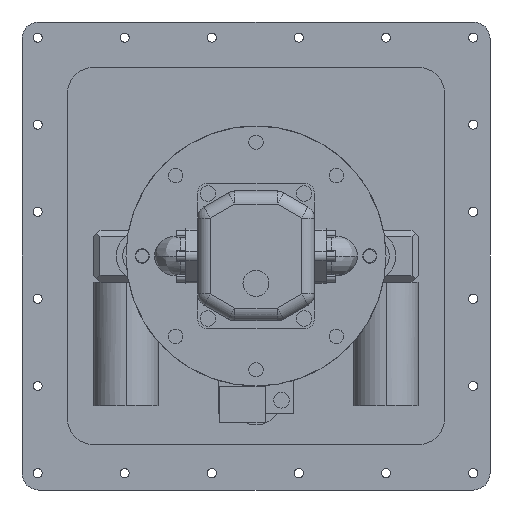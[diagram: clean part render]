
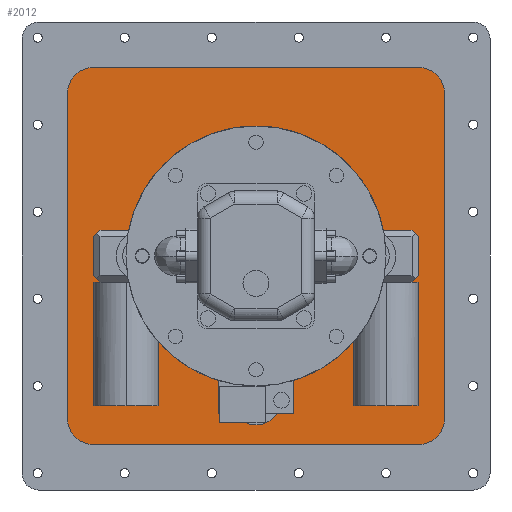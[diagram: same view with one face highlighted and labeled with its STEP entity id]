
A CAD part, left-side view. The second image highlights one B-rep face of the part: STEP entity #2012.
In plain terms, the highlighted planar face has unit normal (-1, 0, 0).
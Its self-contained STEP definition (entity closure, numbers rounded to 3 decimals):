
#1825=CARTESIAN_POINT('Axis2P3D Location',(160.,0.,0.)) ;
#1830=CARTESIAN_POINT('Line Origine',(160.,-145.,0.)) ;
#1834=CARTESIAN_POINT('Vertex',(160.,-145.,-125.)) ;
#1836=CARTESIAN_POINT('Vertex',(160.,-145.,125.)) ;
#1839=CARTESIAN_POINT('Axis2P3D Location',(160.,-125.,125.)) ;
#1843=CARTESIAN_POINT('Vertex',(160.,-125.,145.)) ;
#1846=CARTESIAN_POINT('Line Origine',(160.,0.,145.)) ;
#1850=CARTESIAN_POINT('Vertex',(160.,125.,145.)) ;
#1853=CARTESIAN_POINT('Axis2P3D Location',(160.,125.,125.)) ;
#1857=CARTESIAN_POINT('Vertex',(160.,145.,125.)) ;
#1860=CARTESIAN_POINT('Line Origine',(160.,145.,0.)) ;
#1864=CARTESIAN_POINT('Vertex',(160.,145.,-125.)) ;
#1867=CARTESIAN_POINT('Axis2P3D Location',(160.,125.,-125.)) ;
#1871=CARTESIAN_POINT('Vertex',(160.,125.,-145.)) ;
#1874=CARTESIAN_POINT('Line Origine',(160.,0.,-145.)) ;
#1878=CARTESIAN_POINT('Vertex',(160.,-125.,-145.)) ;
#1881=CARTESIAN_POINT('Axis2P3D Location',(160.,-125.,-125.)) ;
#1896=CARTESIAN_POINT('Line Origine',(160.,-122.5,17.5)) ;
#1900=CARTESIAN_POINT('Vertex',(160.,-125.,15.)) ;
#1902=CARTESIAN_POINT('Vertex',(160.,-120.,20.)) ;
#1905=CARTESIAN_POINT('Line Origine',(160.,-125.,0.)) ;
#1909=CARTESIAN_POINT('Vertex',(160.,-125.,-15.)) ;
#1912=CARTESIAN_POINT('Line Origine',(160.,-122.5,-17.5)) ;
#1916=CARTESIAN_POINT('Vertex',(160.,-120.,-20.)) ;
#1919=CARTESIAN_POINT('Line Origine',(160.,-96.142,-20.)) ;
#1923=CARTESIAN_POINT('Vertex',(160.,-72.284,-20.)) ;
#1926=CARTESIAN_POINT('Axis2P3D Location',(160.,0.,0.)) ;
#1930=CARTESIAN_POINT('Vertex',(160.,72.284,-20.)) ;
#1933=CARTESIAN_POINT('Line Origine',(160.,96.142,-20.)) ;
#1937=CARTESIAN_POINT('Vertex',(160.,120.,-20.)) ;
#1940=CARTESIAN_POINT('Line Origine',(160.,122.5,-17.5)) ;
#1944=CARTESIAN_POINT('Vertex',(160.,125.,-15.)) ;
#1947=CARTESIAN_POINT('Line Origine',(160.,125.,0.)) ;
#1951=CARTESIAN_POINT('Vertex',(160.,125.,15.)) ;
#1954=CARTESIAN_POINT('Line Origine',(160.,122.5,17.5)) ;
#1958=CARTESIAN_POINT('Vertex',(160.,120.,20.)) ;
#1961=CARTESIAN_POINT('Line Origine',(160.,96.142,20.)) ;
#1965=CARTESIAN_POINT('Vertex',(160.,72.284,20.)) ;
#1968=CARTESIAN_POINT('Axis2P3D Location',(160.,0.,0.)) ;
#1972=CARTESIAN_POINT('Vertex',(160.,-72.284,20.)) ;
#1975=CARTESIAN_POINT('Line Origine',(160.,-96.142,20.)) ;
#1994=CARTESIAN_POINT('Axis2P3D Location',(160.,0.,-110.)) ;
#1998=CARTESIAN_POINT('Vertex',(160.,20.,-110.)) ;
#2000=CARTESIAN_POINT('Vertex',(160.,-20.,-110.)) ;
#2003=CARTESIAN_POINT('Axis2P3D Location',(160.,0.,-110.)) ;
#1826=DIRECTION('Axis2P3D Direction',(-1.,0.,0.)) ;
#1827=DIRECTION('Axis2P3D XDirection',(0.,1.,0.)) ;
#1831=DIRECTION('Vector Direction',(0.,0.,1.)) ;
#1840=DIRECTION('Axis2P3D Direction',(-1.,0.,0.)) ;
#1847=DIRECTION('Vector Direction',(0.,-1.,0.)) ;
#1854=DIRECTION('Axis2P3D Direction',(-1.,0.,0.)) ;
#1861=DIRECTION('Vector Direction',(0.,0.,-1.)) ;
#1868=DIRECTION('Axis2P3D Direction',(-1.,0.,0.)) ;
#1875=DIRECTION('Vector Direction',(0.,1.,0.)) ;
#1882=DIRECTION('Axis2P3D Direction',(-1.,0.,0.)) ;
#1897=DIRECTION('Vector Direction',(0.,0.707,0.707)) ;
#1906=DIRECTION('Vector Direction',(0.,0.,1.)) ;
#1913=DIRECTION('Vector Direction',(0.,0.707,-0.707)) ;
#1920=DIRECTION('Vector Direction',(0.,1.,0.)) ;
#1927=DIRECTION('Axis2P3D Direction',(-1.,0.,0.)) ;
#1934=DIRECTION('Vector Direction',(0.,1.,0.)) ;
#1941=DIRECTION('Vector Direction',(0.,-0.707,-0.707)) ;
#1948=DIRECTION('Vector Direction',(0.,0.,-1.)) ;
#1955=DIRECTION('Vector Direction',(0.,-0.707,0.707)) ;
#1962=DIRECTION('Vector Direction',(0.,-1.,0.)) ;
#1969=DIRECTION('Axis2P3D Direction',(-1.,0.,0.)) ;
#1976=DIRECTION('Vector Direction',(0.,-1.,0.)) ;
#1995=DIRECTION('Axis2P3D Direction',(-1.,0.,0.)) ;
#2004=DIRECTION('Axis2P3D Direction',(-1.,0.,0.)) ;
#1828=AXIS2_PLACEMENT_3D('Plane Axis2P3D',#1825,#1826,#1827) ;
#1841=AXIS2_PLACEMENT_3D('Circle Axis2P3D',#1839,#1840,$) ;
#1855=AXIS2_PLACEMENT_3D('Circle Axis2P3D',#1853,#1854,$) ;
#1869=AXIS2_PLACEMENT_3D('Circle Axis2P3D',#1867,#1868,$) ;
#1883=AXIS2_PLACEMENT_3D('Circle Axis2P3D',#1881,#1882,$) ;
#1928=AXIS2_PLACEMENT_3D('Circle Axis2P3D',#1926,#1927,$) ;
#1970=AXIS2_PLACEMENT_3D('Circle Axis2P3D',#1968,#1969,$) ;
#1996=AXIS2_PLACEMENT_3D('Circle Axis2P3D',#1994,#1995,$) ;
#2005=AXIS2_PLACEMENT_3D('Circle Axis2P3D',#2003,#2004,$) ;
#1887=ORIENTED_EDGE('',*,*,#1838,.T.) ;
#1888=ORIENTED_EDGE('',*,*,#1845,.F.) ;
#1889=ORIENTED_EDGE('',*,*,#1852,.T.) ;
#1890=ORIENTED_EDGE('',*,*,#1859,.F.) ;
#1891=ORIENTED_EDGE('',*,*,#1866,.T.) ;
#1892=ORIENTED_EDGE('',*,*,#1873,.F.) ;
#1893=ORIENTED_EDGE('',*,*,#1880,.T.) ;
#1894=ORIENTED_EDGE('',*,*,#1885,.F.) ;
#1981=ORIENTED_EDGE('',*,*,#1904,.F.) ;
#1982=ORIENTED_EDGE('',*,*,#1911,.F.) ;
#1983=ORIENTED_EDGE('',*,*,#1918,.F.) ;
#1984=ORIENTED_EDGE('',*,*,#1925,.F.) ;
#1985=ORIENTED_EDGE('',*,*,#1932,.F.) ;
#1986=ORIENTED_EDGE('',*,*,#1939,.F.) ;
#1987=ORIENTED_EDGE('',*,*,#1946,.F.) ;
#1988=ORIENTED_EDGE('',*,*,#1953,.F.) ;
#1989=ORIENTED_EDGE('',*,*,#1960,.F.) ;
#1990=ORIENTED_EDGE('',*,*,#1967,.F.) ;
#1991=ORIENTED_EDGE('',*,*,#1974,.F.) ;
#1992=ORIENTED_EDGE('',*,*,#1979,.F.) ;
#2009=ORIENTED_EDGE('',*,*,#2002,.F.) ;
#2010=ORIENTED_EDGE('',*,*,#2007,.F.) ;
#1993=FACE_BOUND('',#1980,.T.) ;
#2011=FACE_BOUND('',#2008,.T.) ;
#1832=VECTOR('Line Direction',#1831,1.) ;
#1848=VECTOR('Line Direction',#1847,1.) ;
#1862=VECTOR('Line Direction',#1861,1.) ;
#1876=VECTOR('Line Direction',#1875,1.) ;
#1898=VECTOR('Line Direction',#1897,1.) ;
#1907=VECTOR('Line Direction',#1906,1.) ;
#1914=VECTOR('Line Direction',#1913,1.) ;
#1921=VECTOR('Line Direction',#1920,1.) ;
#1935=VECTOR('Line Direction',#1934,1.) ;
#1942=VECTOR('Line Direction',#1941,1.) ;
#1949=VECTOR('Line Direction',#1948,1.) ;
#1956=VECTOR('Line Direction',#1955,1.) ;
#1963=VECTOR('Line Direction',#1962,1.) ;
#1977=VECTOR('Line Direction',#1976,1.) ;
#2012=ADVANCED_FACE('1',(#1895,#1993,#2011),#1829,.T.) ;
#1842=CIRCLE('generated circle',#1841,20.) ;
#1856=CIRCLE('generated circle',#1855,20.) ;
#1870=CIRCLE('generated circle',#1869,20.) ;
#1884=CIRCLE('generated circle',#1883,20.) ;
#1929=CIRCLE('generated circle',#1928,75.) ;
#1971=CIRCLE('generated circle',#1970,75.) ;
#1997=CIRCLE('generated circle',#1996,20.) ;
#2006=CIRCLE('generated circle',#2005,20.) ;
#1838=EDGE_CURVE('',#1835,#1837,#1833,.T.) ;
#1845=EDGE_CURVE('',#1844,#1837,#1842,.F.) ;
#1852=EDGE_CURVE('',#1844,#1851,#1849,.F.) ;
#1859=EDGE_CURVE('',#1858,#1851,#1856,.F.) ;
#1866=EDGE_CURVE('',#1858,#1865,#1863,.T.) ;
#1873=EDGE_CURVE('',#1872,#1865,#1870,.F.) ;
#1880=EDGE_CURVE('',#1872,#1879,#1877,.F.) ;
#1885=EDGE_CURVE('',#1835,#1879,#1884,.F.) ;
#1904=EDGE_CURVE('',#1901,#1903,#1899,.T.) ;
#1911=EDGE_CURVE('',#1910,#1901,#1908,.T.) ;
#1918=EDGE_CURVE('',#1917,#1910,#1915,.F.) ;
#1925=EDGE_CURVE('',#1924,#1917,#1922,.F.) ;
#1932=EDGE_CURVE('',#1931,#1924,#1929,.T.) ;
#1939=EDGE_CURVE('',#1938,#1931,#1936,.F.) ;
#1946=EDGE_CURVE('',#1945,#1938,#1943,.T.) ;
#1953=EDGE_CURVE('',#1952,#1945,#1950,.T.) ;
#1960=EDGE_CURVE('',#1959,#1952,#1957,.F.) ;
#1967=EDGE_CURVE('',#1966,#1959,#1964,.F.) ;
#1974=EDGE_CURVE('',#1973,#1966,#1971,.T.) ;
#1979=EDGE_CURVE('',#1903,#1973,#1978,.F.) ;
#2002=EDGE_CURVE('',#1999,#2001,#1997,.T.) ;
#2007=EDGE_CURVE('',#2001,#1999,#2006,.T.) ;
#1886=EDGE_LOOP('',(#1887,#1888,#1889,#1890,#1891,#1892,#1893,#1894)) ;
#1980=EDGE_LOOP('',(#1981,#1982,#1983,#1984,#1985,#1986,#1987,#1988,#1989,#1990,#1991,#1992)) ;
#2008=EDGE_LOOP('',(#2009,#2010)) ;
#1895=FACE_OUTER_BOUND('',#1886,.T.) ;
#1833=LINE('Line',#1830,#1832) ;
#1849=LINE('Line',#1846,#1848) ;
#1863=LINE('Line',#1860,#1862) ;
#1877=LINE('Line',#1874,#1876) ;
#1899=LINE('Line',#1896,#1898) ;
#1908=LINE('Line',#1905,#1907) ;
#1915=LINE('Line',#1912,#1914) ;
#1922=LINE('Line',#1919,#1921) ;
#1936=LINE('Line',#1933,#1935) ;
#1943=LINE('Line',#1940,#1942) ;
#1950=LINE('Line',#1947,#1949) ;
#1957=LINE('Line',#1954,#1956) ;
#1964=LINE('Line',#1961,#1963) ;
#1978=LINE('Line',#1975,#1977) ;
#1829=PLANE('',#1828) ;
#1835=VERTEX_POINT('',#1834) ;
#1837=VERTEX_POINT('',#1836) ;
#1844=VERTEX_POINT('',#1843) ;
#1851=VERTEX_POINT('',#1850) ;
#1858=VERTEX_POINT('',#1857) ;
#1865=VERTEX_POINT('',#1864) ;
#1872=VERTEX_POINT('',#1871) ;
#1879=VERTEX_POINT('',#1878) ;
#1901=VERTEX_POINT('',#1900) ;
#1903=VERTEX_POINT('',#1902) ;
#1910=VERTEX_POINT('',#1909) ;
#1917=VERTEX_POINT('',#1916) ;
#1924=VERTEX_POINT('',#1923) ;
#1931=VERTEX_POINT('',#1930) ;
#1938=VERTEX_POINT('',#1937) ;
#1945=VERTEX_POINT('',#1944) ;
#1952=VERTEX_POINT('',#1951) ;
#1959=VERTEX_POINT('',#1958) ;
#1966=VERTEX_POINT('',#1965) ;
#1973=VERTEX_POINT('',#1972) ;
#1999=VERTEX_POINT('',#1998) ;
#2001=VERTEX_POINT('',#2000) ;
